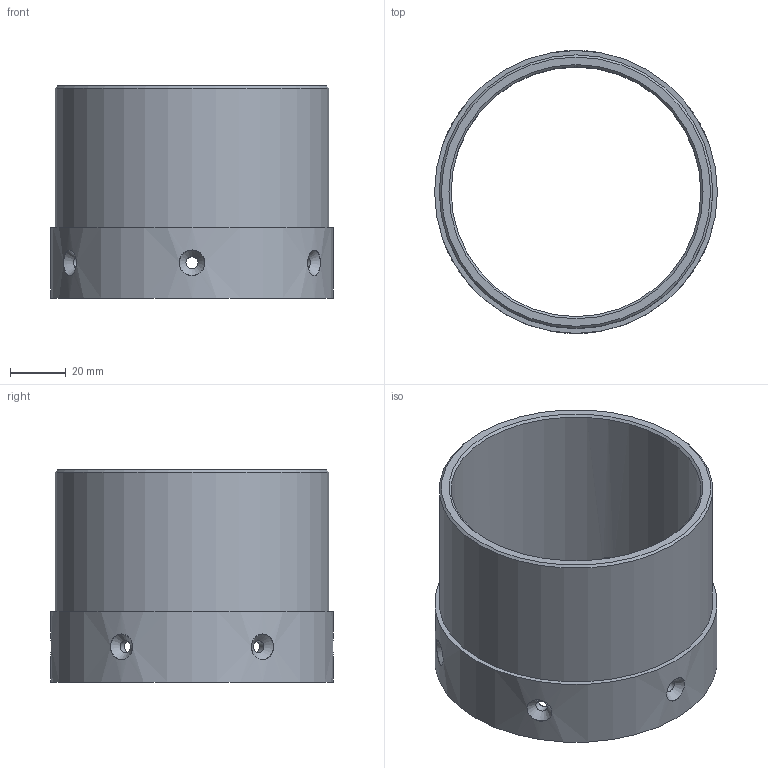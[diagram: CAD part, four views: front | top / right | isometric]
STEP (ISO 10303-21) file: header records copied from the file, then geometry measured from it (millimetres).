
FILE_DESCRIPTION(/* description */ (''),/* implementation_level */ '2;1');
FILE_NAME(/* name */ '5f304b0adfcdb41308e89165',/* time_stamp */ '2020-08-09T19:14:18+00:00',/* author */ (''),/* organization */ (''),/* preprocessor_version */ 'ST-DEVELOPER v16.7',/* originating_system */ $,/* authorisation */ $);
FILE_SCHEMA (('AUTOMOTIVE_DESIGN {1 0 10303 214 3 1 1}'));
Length unit declared in the file: metre
Products named in the file (1): bulkhead_female
Bounding box: 101.6 x 101.6 x 76.2 mm (x, y, z)
Volume: 108243.1 mm3; surface area: 48552.6 mm2
Topology: 1 solids, 1 shells, 33 faces, 69 edges, 39 vertices
Faces by surface type: cylinder 21, cone 9, plane 3
Full cylindrical faces by diameter (mm): 4.318 x6, 89.694 x1, 98.266 x1, 101.6 x1
Entity records: 872 total; most frequent: CARTESIAN_POINT 244, DIRECTION 122, ORIENTED_EDGE 90, EDGE_LOOP 66, FACE_BOUND 66, AXIS2_PLACEMENT_3D 61, EDGE_CURVE 45, VERTEX_POINT 33
